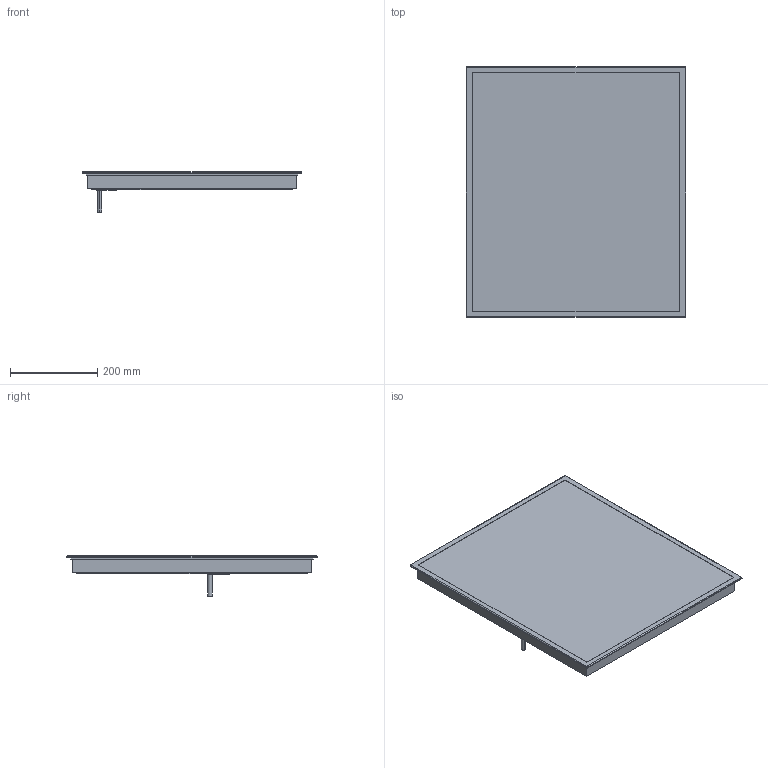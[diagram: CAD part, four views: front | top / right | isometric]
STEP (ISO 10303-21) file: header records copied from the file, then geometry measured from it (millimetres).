
FILE_DESCRIPTION(/* description */ (''),/* implementation_level */ '2;1');
FILE_NAME(/* name */ '26601250D_KM6012_EDST',/* time_stamp */ '2015-03-27T14:26:50+01:00',/* author */ (''),/* organization */ (''),/* preprocessor_version */ 'ST-DEVELOPER v10',/* originating_system */ '',/* authorisation */ '');
FILE_SCHEMA (('AUTOMOTIVE_DESIGN_CC2'));
Length unit declared in the file: millimetre
Products named in the file (1): 1
Bounding box: 504 x 574 x 92.03 mm (x, y, z)
Volume: 10591587.7 mm3; surface area: 2219707.9 mm2
Topology: 6 solids, 6 shells, 55 faces, 118 edges, 72 vertices
Faces by surface type: bspline 55
Entity records: 1439 total; most frequent: CARTESIAN_POINT 677, ORIENTED_EDGE 228, EDGE_CURVE 114, VERTEX_POINT 72, B_SPLINE_CURVE_WITH_KNOTS 64, EDGE_LOOP 56, ADVANCED_FACE 55, FACE_OUTER_BOUND 55
